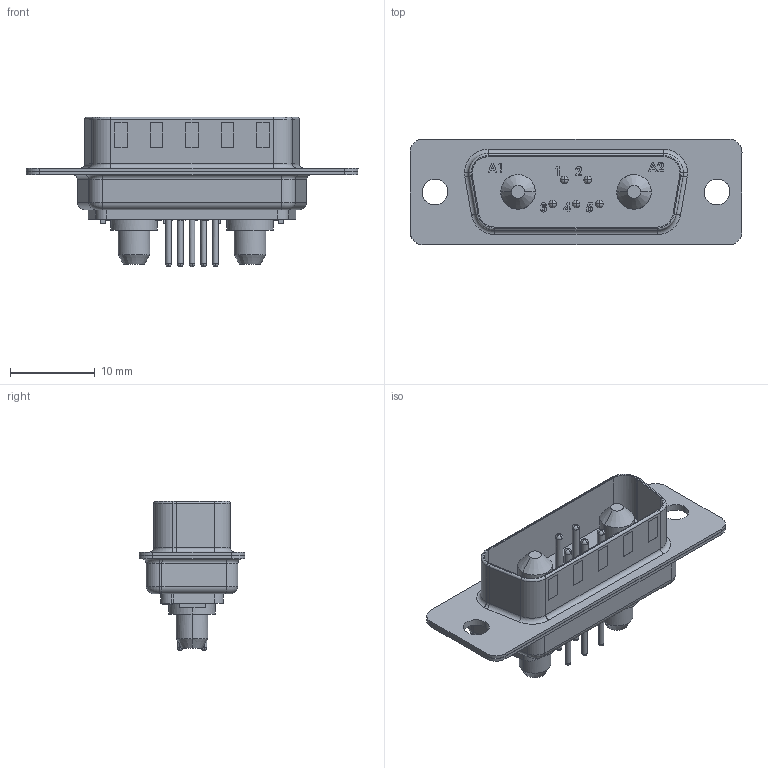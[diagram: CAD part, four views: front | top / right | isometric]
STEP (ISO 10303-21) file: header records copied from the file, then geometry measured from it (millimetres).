
FILE_DESCRIPTION(('CATIA V5 STEP'),'2;1');
FILE_NAME('681M7W2103L001.stp','2021-10-22T19:36:37+00:00',('none'),('none'),'CATIA Version 5 Release 17 (IN-10)','CATIA V5 STEP AP214','none');
FILE_SCHEMA(('AUTOMOTIVE_DESIGN { 1 0 10303 214 1 1 1 1 }'));
Length unit declared in the file: millimetre
Products named in the file (1): 681M7W2103L001
Bounding box: 39.19 x 12.5 x 17.63 mm (x, y, z)
Volume: 2140.6 mm3; surface area: 2533.2 mm2
Topology: 1 solids, 1 shells, 521 faces, 1324 edges, 830 vertices
Faces by surface type: plane 285, cylinder 98, bspline 66, sphere 40, torus 24, cone 8
Entity records: 22798 total; most frequent: CARTESIAN_POINT 8231, ORIENTED_EDGE 2568, DIRECTION 1879, EDGE_CURVE 1284, VERTEX_POINT 830, VECTOR 791, LINE 791, AXIS2_PLACEMENT_3D 634
